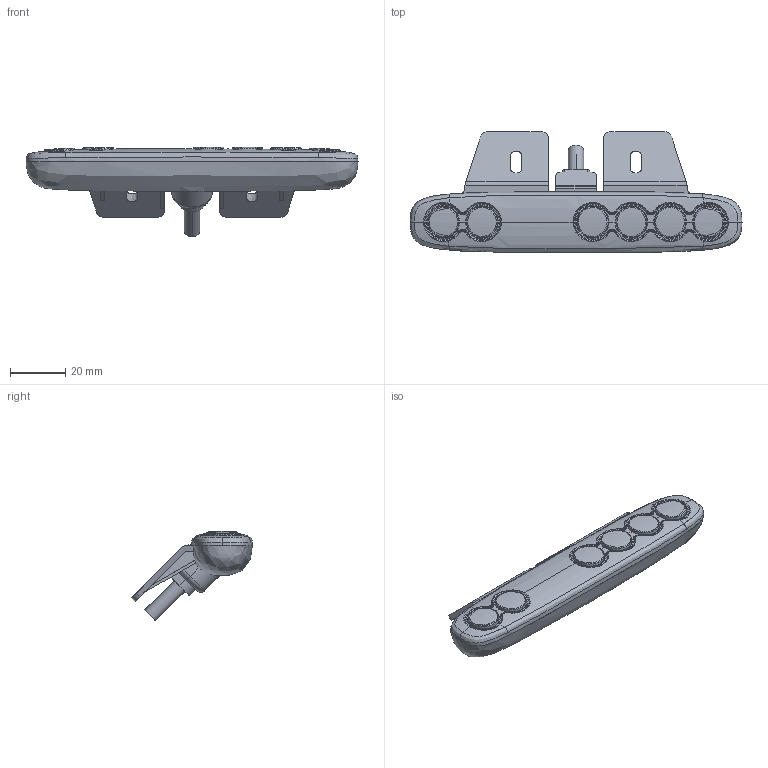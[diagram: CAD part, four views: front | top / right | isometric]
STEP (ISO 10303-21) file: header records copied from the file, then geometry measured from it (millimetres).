
FILE_DESCRIPTION(/* description */ (''),/* implementation_level */ '2;1');
FILE_NAME(/* name */ 'DH01.16.stp',/* time_stamp */ '2021-04-30T10:29:24+08:00',/* author */ (''),/* organization */ (''),/* preprocessor_version */ 'ST-DEVELOPER v16',/* originating_system */ 'SIEMENS PLM Software NX 10.0',/* authorisation */ '');
FILE_SCHEMA (('AUTOMOTIVE_DESIGN { 1 0 10303 214 3 1 1 1 }'));
Length unit declared in the file: millimetre
Products named in the file (1): vinc17FC9B0Fcrju
Bounding box: 120.01 x 43.76 x 32.34 mm (x, y, z)
Volume: 23949.1 mm3; surface area: 33065.3 mm2
Topology: 8 solids, 8 shells, 848 faces, 2395 edges, 1591 vertices
Faces by surface type: bspline 327, plane 286, cylinder 158, cone 76, torus 1
Full cylindrical faces by diameter (mm): 1.5 x2, 2.5 x6, 3.1 x2, 3.3 x2, 3.5 x4, 6 x12, 10.4 x6, 11.4 x6, 13 x6
Entity records: 61657 total; most frequent: CARTESIAN_POINT 42220, ORIENTED_EDGE 4668, DIRECTION 2513, EDGE_CURVE 2334, VERTEX_POINT 1578, B_SPLINE_CURVE_WITH_KNOTS 1165, EDGE_LOOP 968, AXIS2_PLACEMENT_3D 925
